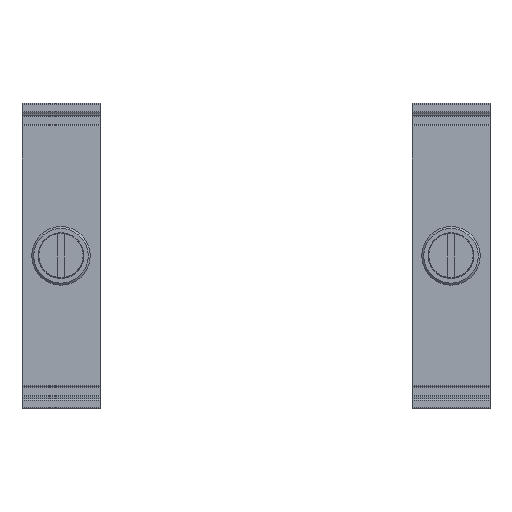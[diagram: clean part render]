
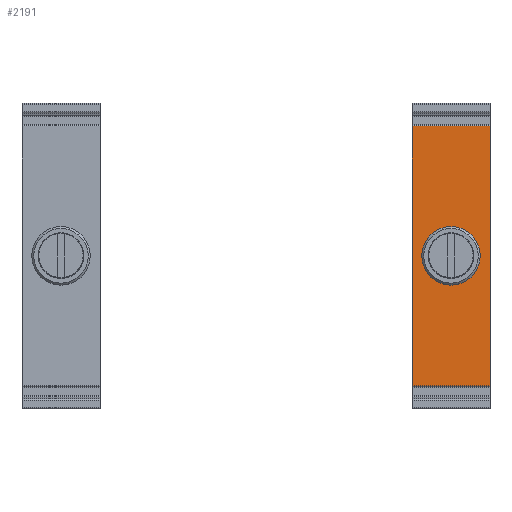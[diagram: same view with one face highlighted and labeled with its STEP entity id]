
A CAD part, top view. The second image highlights one B-rep face of the part: STEP entity #2191.
In plain terms, the highlighted face is planar.
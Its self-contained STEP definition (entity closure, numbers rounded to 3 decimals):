
#115=CIRCLE('',#2400,3.15);
#627=ORIENTED_EDGE('',*,*,#1007,.T.);
#628=ORIENTED_EDGE('',*,*,#1008,.T.);
#629=ORIENTED_EDGE('',*,*,#1009,.F.);
#630=ORIENTED_EDGE('',*,*,#1010,.F.);
#631=ORIENTED_EDGE('',*,*,#1011,.T.);
#1007=EDGE_CURVE('',#1232,#1232,#115,.T.);
#1008=EDGE_CURVE('',#1233,#1234,#1477,.T.);
#1009=EDGE_CURVE('',#1235,#1234,#1478,.T.);
#1010=EDGE_CURVE('',#1236,#1235,#1479,.T.);
#1011=EDGE_CURVE('',#1236,#1233,#1480,.T.);
#1232=VERTEX_POINT('',#3588);
#1233=VERTEX_POINT('',#3590);
#1234=VERTEX_POINT('',#3591);
#1235=VERTEX_POINT('',#3593);
#1236=VERTEX_POINT('',#3595);
#1477=LINE('',#3589,#1697);
#1478=LINE('',#3592,#1698);
#1479=LINE('',#3594,#1699);
#1480=LINE('',#3596,#1700);
#1697=VECTOR('',#2916,1000.);
#1698=VECTOR('',#2917,1000.);
#1699=VECTOR('',#2918,1000.);
#1700=VECTOR('',#2919,1000.);
#1799=EDGE_LOOP('',(#627));
#1800=EDGE_LOOP('',(#628,#629,#630,#631));
#1955=FACE_BOUND('',#1799,.T.);
#1956=FACE_BOUND('',#1800,.T.);
#2088=PLANE('',#2399);
#2191=ADVANCED_FACE('',(#1955,#1956),#2088,.F.);
#2399=AXIS2_PLACEMENT_3D('',#3586,#2912,#2913);
#2400=AXIS2_PLACEMENT_3D('',#3587,#2914,#2915);
#2912=DIRECTION('',(0.,0.,1.));
#2913=DIRECTION('',(1.,0.,0.));
#2914=DIRECTION('',(0.,0.,1.));
#2915=DIRECTION('',(1.,0.,0.));
#2916=DIRECTION('',(0.,1.,0.));
#2917=DIRECTION('',(-1.,0.,0.));
#2918=DIRECTION('',(0.,1.,0.));
#2919=DIRECTION('',(-1.,0.,0.));
#3586=CARTESIAN_POINT('',(6.,-20.,0.));
#3587=CARTESIAN_POINT('',(0.,0.,0.));
#3588=CARTESIAN_POINT('',(3.15,0.,0.));
#3589=CARTESIAN_POINT('',(-6.,-20.,0.));
#3590=CARTESIAN_POINT('',(-6.,-20.,0.));
#3591=CARTESIAN_POINT('',(-6.,20.,0.));
#3592=CARTESIAN_POINT('',(6.,20.,0.));
#3593=CARTESIAN_POINT('',(6.,20.,0.));
#3594=CARTESIAN_POINT('',(6.,-20.,0.));
#3595=CARTESIAN_POINT('',(6.,-20.,0.));
#3596=CARTESIAN_POINT('',(6.,-20.,0.));
